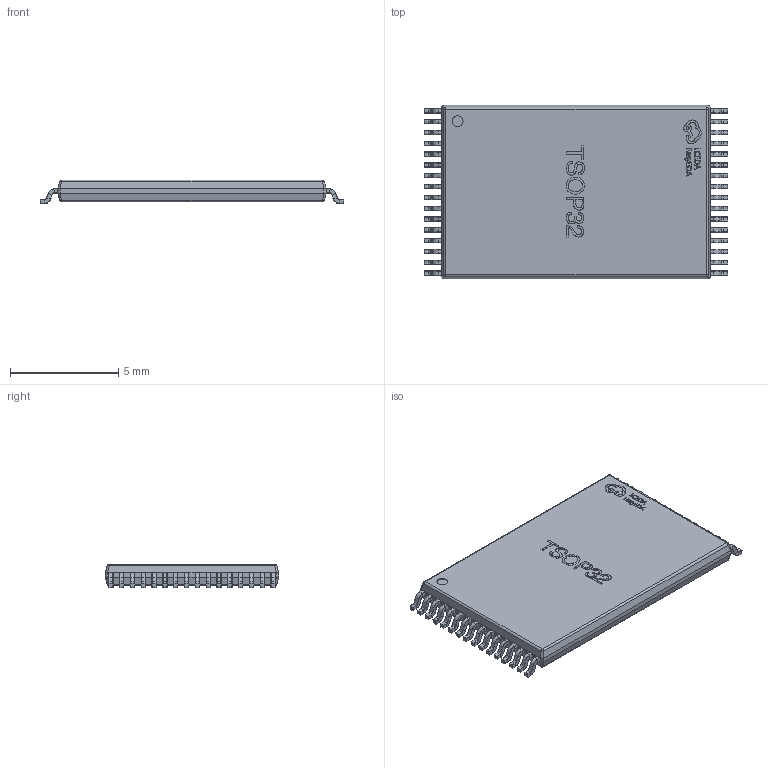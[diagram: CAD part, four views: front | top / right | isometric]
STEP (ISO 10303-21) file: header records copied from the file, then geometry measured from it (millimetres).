
FILE_DESCRIPTION (( 'STEP AP214' ), '1' );
FILE_NAME ('TSOP-32_L8.0-W12.4-H1.0-LS14.0-P0.50.step', '2022-07-26T10:39:46', ( '' ), ( '' ), 'SwSTEP 2.0', 'SolidWorks 2020', '' );
FILE_SCHEMA (( 'AUTOMOTIVE_DESIGN' ));
Length unit declared in the file: millimetre
Products named in the file (1): TSOP-32_L8.0-W12.4-H1.0-LS14.0-P0.50
Bounding box: 14.01 x 8 x 1.1 mm (x, y, z)
Volume: 98.8 mm3; surface area: 260.5 mm2
Topology: 46 solids, 46 shells, 2066 faces, 4538 edges, 2516 vertices
Faces by surface type: plane 809, cylinder 662, torus 256, bspline 171, sphere 168
Entity records: 81537 total; most frequent: CARTESIAN_POINT 14404, DIRECTION 9460, ORIENTED_EDGE 8820, EDGE_CURVE 4410, AXIS2_PLACEMENT_3D 3524, VERTEX_POINT 2452, VECTOR 2412, LINE 2412
